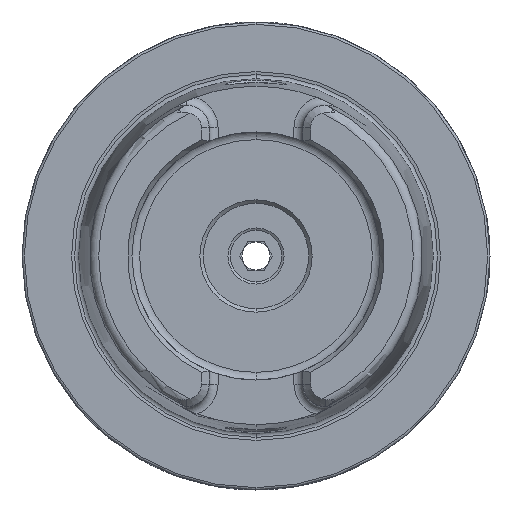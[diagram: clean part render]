
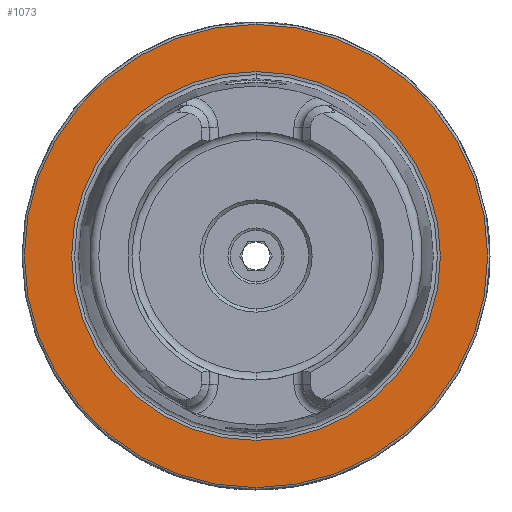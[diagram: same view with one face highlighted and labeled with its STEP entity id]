
A CAD part, left-side view. The second image highlights one B-rep face of the part: STEP entity #1073.
In plain terms, the highlighted planar face has unit normal (-1, 0, 0).
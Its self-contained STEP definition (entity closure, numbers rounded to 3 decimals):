
#716 = EDGE_CURVE ( 'NONE', #4047, #4046, #6486, .T. ) ;
#717 = EDGE_CURVE ( 'NONE', #4042, #4041, #6489, .T. ) ;
#901 = EDGE_CURVE ( 'NONE', #4046, #4047, #6712, .T. ) ;
#905 = EDGE_CURVE ( 'NONE', #4041, #4042, #6718, .T. ) ;
#1073 = ADVANCED_FACE ( 'NONE', ( #6878, #6875 ), #9103, .F. ) ;
#3190 = ORIENTED_EDGE ( 'NONE', *, *, #716, .F. ) ;
#3191 = ORIENTED_EDGE ( 'NONE', *, *, #901, .F. ) ;
#3192 = ORIENTED_EDGE ( 'NONE', *, *, #905, .T. ) ;
#3193 = ORIENTED_EDGE ( 'NONE', *, *, #717, .T. ) ;
#4041 = VERTEX_POINT ( 'NONE', #10435 ) ;
#4042 = VERTEX_POINT ( 'NONE', #10436 ) ;
#4046 = VERTEX_POINT ( 'NONE', #10440 ) ;
#4047 = VERTEX_POINT ( 'NONE', #10441 ) ;
#4079 = EDGE_LOOP ( 'NONE', ( #3190, #3191 ) ) ;
#4090 = EDGE_LOOP ( 'NONE', ( #3192, #3193 ) ) ;
#4786 = AXIS2_PLACEMENT_3D ( 'NONE', #7649, #7650, #7651 ) ;
#4787 = AXIS2_PLACEMENT_3D ( 'NONE', #7652, #7653, #7654 ) ;
#4876 = AXIS2_PLACEMENT_3D ( 'NONE', #8563, #8564, #8565 ) ;
#4879 = AXIS2_PLACEMENT_3D ( 'NONE', #8572, #8573, #8574 ) ;
#4948 = AXIS2_PLACEMENT_3D ( 'NONE', #9100, #9105, #9106 ) ;
#6486 = CIRCLE ( 'NONE', #4786, 39.405 ) ;
#6489 = CIRCLE ( 'NONE', #4787, 49.5 ) ;
#6712 = CIRCLE ( 'NONE', #4876, 39.405 ) ;
#6718 = CIRCLE ( 'NONE', #4879, 49.5 ) ;
#6875 = FACE_OUTER_BOUND ( 'NONE', #4090, .T. ) ;
#6878 = FACE_BOUND ( 'NONE', #4079, .T. ) ;
#7649 = CARTESIAN_POINT ( 'NONE',  ( 0., 0., 0. ) ) ;
#7650 = DIRECTION ( 'NONE',  ( -1., 0., 0. ) ) ;
#7651 = DIRECTION ( 'NONE',  ( 0., 0., 1. ) ) ;
#7652 = CARTESIAN_POINT ( 'NONE',  ( 0., 0., 0. ) ) ;
#7653 = DIRECTION ( 'NONE',  ( -1., 0., 0. ) ) ;
#7654 = DIRECTION ( 'NONE',  ( 0., 0., 1. ) ) ;
#8563 = CARTESIAN_POINT ( 'NONE',  ( 0., 0., 0. ) ) ;
#8564 = DIRECTION ( 'NONE',  ( -1., 0., 0. ) ) ;
#8565 = DIRECTION ( 'NONE',  ( 0., 0., 1. ) ) ;
#8572 = CARTESIAN_POINT ( 'NONE',  ( 0., 0., 0. ) ) ;
#8573 = DIRECTION ( 'NONE',  ( -1., 0., 0. ) ) ;
#8574 = DIRECTION ( 'NONE',  ( 0., 0., 1. ) ) ;
#9100 = CARTESIAN_POINT ( 'NONE',  ( 0., 49.5, 0. ) ) ;
#9103 = PLANE ( 'NONE',  #4948 ) ;
#9105 = DIRECTION ( 'NONE',  ( 1., 0., 0. ) ) ;
#9106 = DIRECTION ( 'NONE',  ( 0., 0., -1. ) ) ;
#10435 = CARTESIAN_POINT ( 'NONE',  ( 0., 0., 49.5 ) ) ;
#10436 = CARTESIAN_POINT ( 'NONE',  ( 0., 0., -49.5 ) ) ;
#10440 = CARTESIAN_POINT ( 'NONE',  ( 0., 0., -39.405 ) ) ;
#10441 = CARTESIAN_POINT ( 'NONE',  ( 0., 0., 39.405 ) ) ;
